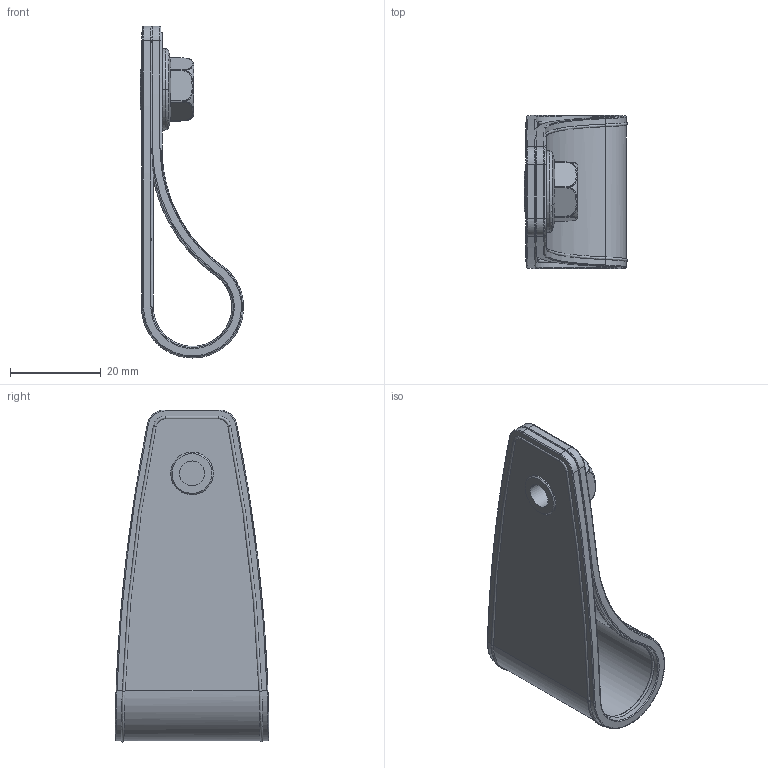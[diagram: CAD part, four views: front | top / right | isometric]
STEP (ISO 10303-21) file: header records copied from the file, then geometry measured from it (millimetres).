
FILE_DESCRIPTION(('Creo Elements/Direct Modeling STEP Export'),'2;1');
FILE_NAME('LE020-70.stp','2023-10-17T11:08:26',(''),(''),'Creo Elements/Direct Modeling STEP processor for AP214 (Solid Model)','Creo Elements/Direct Modeling 20.0 12-Nov-2016 (C) Parametric Technology GmbH','');
FILE_SCHEMA(('AUTOMOTIVE_DESIGN { 1 0 10303 214 1 1 1 1 }'));
Length unit declared in the file: millimetre
Products named in the file (4): 2; 1; Naht; 8358-76 D12.step
Assembly tree (3 placements, depth 2):
  8358-76 D12.step
    Naht
    1
    2
Bounding box: 22.76 x 33.99 x 73.29 mm (x, y, z)
Volume: 10826.2 mm3; surface area: 13006.7 mm2
Topology: 3 solids, 3 shells, 158 faces, 380 edges, 216 vertices
Faces by surface type: bspline 50, cylinder 40, torus 28, plane 20, cone 12, sphere 8
Entity records: 13304 total; most frequent: CARTESIAN_POINT 10087, ORIENTED_EDGE 760, DIRECTION 524, EDGE_CURVE 380, AXIS2_PLACEMENT_3D 219, VERTEX_POINT 216, EDGE_LOOP 164, FACE_OUTER_BOUND 158
